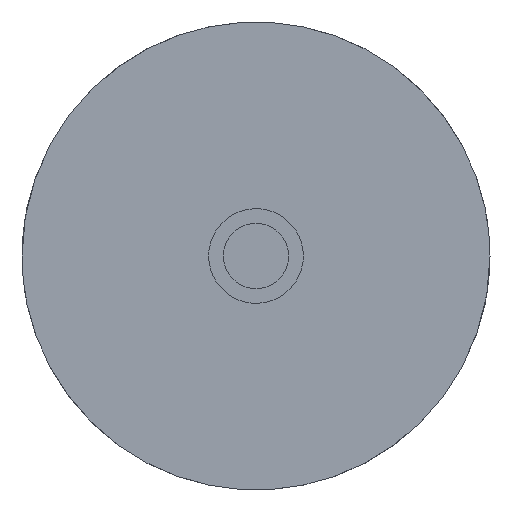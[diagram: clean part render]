
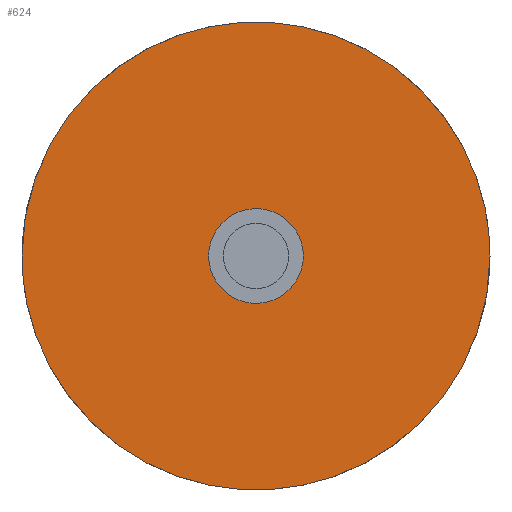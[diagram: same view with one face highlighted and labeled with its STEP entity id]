
A CAD part, front view. The second image highlights one B-rep face of the part: STEP entity #624.
In plain terms, the highlighted free-form (B-spline) face has degree [1, 1] with [2, 2] control points.
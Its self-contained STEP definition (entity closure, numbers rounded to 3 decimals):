
#24 = VERTEX_POINT('',#25);
#25 = CARTESIAN_POINT('',(6.467,0.,0.));
#30 = EDGE_CURVE('',#31,#24,#33,.T.);
#31 = VERTEX_POINT('',#32);
#32 = CARTESIAN_POINT('',(-6.467,0.,
    0.));
#33 = ( BOUNDED_CURVE() B_SPLINE_CURVE(2,(#34,#35,#36,#37,#38),
.UNSPECIFIED.,.F.,.F.) B_SPLINE_CURVE_WITH_KNOTS((3,2,3),(3.142,
4.712,6.283),.PIECEWISE_BEZIER_KNOTS.) CURVE() 
GEOMETRIC_REPRESENTATION_ITEM() RATIONAL_B_SPLINE_CURVE((1.,
0.707,1.,0.707,1.)) REPRESENTATION_ITEM('') );
#34 = CARTESIAN_POINT('',(-6.467,0.,
    0.));
#35 = CARTESIAN_POINT('',(-6.467,0.,
    -6.467));
#36 = CARTESIAN_POINT('',(0.,0.,
    -6.467));
#37 = CARTESIAN_POINT('',(6.467,0.,
    -6.467));
#38 = CARTESIAN_POINT('',(6.467,0.,
    0.));
#234 = EDGE_CURVE('',#235,#237,#239,.T.);
#235 = VERTEX_POINT('',#236);
#236 = CARTESIAN_POINT('',(-31.962,0.,0.));
#237 = VERTEX_POINT('',#238);
#238 = CARTESIAN_POINT('',(31.962,0.,
    0.));
#239 = ( BOUNDED_CURVE() B_SPLINE_CURVE(2,(#240,#241,#242,#243,#244),
.UNSPECIFIED.,.F.,.F.) B_SPLINE_CURVE_WITH_KNOTS((3,2,3),(0.,
1.571,3.142),.PIECEWISE_BEZIER_KNOTS.) CURVE() 
GEOMETRIC_REPRESENTATION_ITEM() RATIONAL_B_SPLINE_CURVE((1.,
0.707,1.,0.707,1.)) REPRESENTATION_ITEM('') );
#240 = CARTESIAN_POINT('',(-31.962,0.,0.));
#241 = CARTESIAN_POINT('',(-31.962,0.,
    31.962));
#242 = CARTESIAN_POINT('',(0.,0.,
    31.962));
#243 = CARTESIAN_POINT('',(31.962,0.,
    31.962));
#244 = CARTESIAN_POINT('',(31.962,0.,
    0.));
#597 = EDGE_CURVE('',#237,#235,#598,.T.);
#598 = ( BOUNDED_CURVE() B_SPLINE_CURVE(2,(#599,#600,#601,#602,#603),
.UNSPECIFIED.,.F.,.F.) B_SPLINE_CURVE_WITH_KNOTS((3,2,3),(3.142,
4.712,6.283),.PIECEWISE_BEZIER_KNOTS.) CURVE() 
GEOMETRIC_REPRESENTATION_ITEM() RATIONAL_B_SPLINE_CURVE((1.,
0.707,1.,0.707,1.)) REPRESENTATION_ITEM('') );
#599 = CARTESIAN_POINT('',(31.962,0.,
    0.));
#600 = CARTESIAN_POINT('',(31.962,0.,
    -31.962));
#601 = CARTESIAN_POINT('',(0.,0.,
    -31.962));
#602 = CARTESIAN_POINT('',(-31.962,0.,
    -31.962));
#603 = CARTESIAN_POINT('',(-31.962,0.,
    0.));
#624 = ADVANCED_FACE('',(#625,#636),#640,.F.);
#625 = FACE_BOUND('',#626,.T.);
#626 = EDGE_LOOP('',(#627,#635));
#627 = ORIENTED_EDGE('',*,*,#628,.F.);
#628 = EDGE_CURVE('',#24,#31,#629,.T.);
#629 = ( BOUNDED_CURVE() B_SPLINE_CURVE(2,(#630,#631,#632,#633,#634),
.UNSPECIFIED.,.F.,.F.) B_SPLINE_CURVE_WITH_KNOTS((3,2,3),(0.,
1.571,3.142),.PIECEWISE_BEZIER_KNOTS.) CURVE() 
GEOMETRIC_REPRESENTATION_ITEM() RATIONAL_B_SPLINE_CURVE((1.,
0.707,1.,0.707,1.)) REPRESENTATION_ITEM('') );
#630 = CARTESIAN_POINT('',(6.467,0.,0.));
#631 = CARTESIAN_POINT('',(6.467,0.,
    6.467));
#632 = CARTESIAN_POINT('',(0.,0.,
    6.467));
#633 = CARTESIAN_POINT('',(-6.467,0.,
    6.467));
#634 = CARTESIAN_POINT('',(-6.467,0.,
    0.));
#635 = ORIENTED_EDGE('',*,*,#30,.F.);
#636 = FACE_BOUND('',#637,.T.);
#637 = EDGE_LOOP('',(#638,#639));
#638 = ORIENTED_EDGE('',*,*,#234,.F.);
#639 = ORIENTED_EDGE('',*,*,#597,.F.);
#640 = B_SPLINE_SURFACE_WITH_KNOTS('',1,1,(
    (#641,#642)
    ,(#643,#644
    )),.UNSPECIFIED.,.F.,.F.,.F.,(2,2),(2,2),(-21.5,21.5),(-21.5,21.5),
  .PIECEWISE_BEZIER_KNOTS.);
#641 = CARTESIAN_POINT('',(31.962,0.,
    -31.962));
#642 = CARTESIAN_POINT('',(31.962,0.,
    31.962));
#643 = CARTESIAN_POINT('',(-31.962,0.,
    -31.962));
#644 = CARTESIAN_POINT('',(-31.962,0.,
    31.962));
